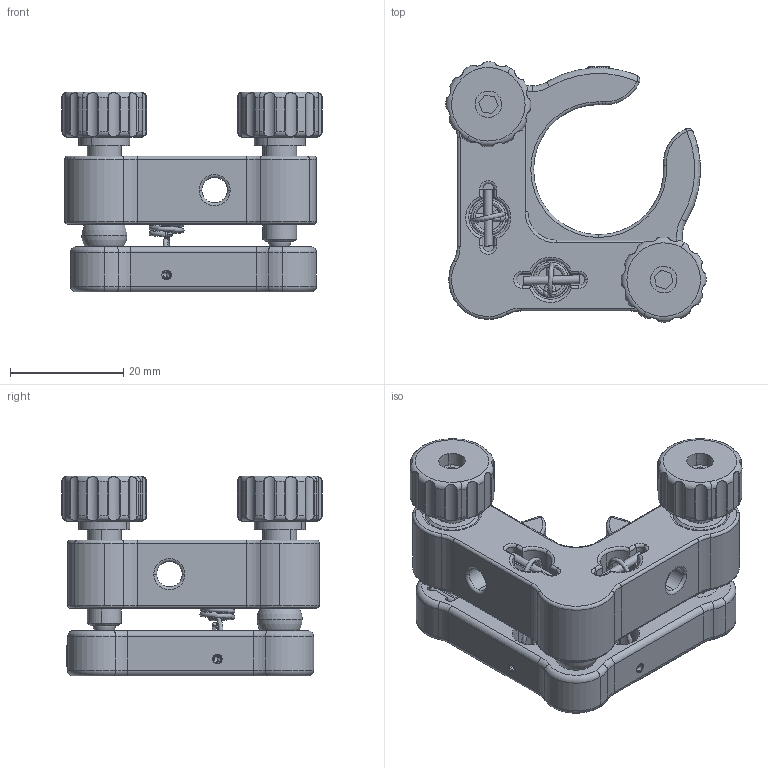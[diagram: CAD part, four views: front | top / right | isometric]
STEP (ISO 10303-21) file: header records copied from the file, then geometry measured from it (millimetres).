
FILE_DESCRIPTION (( 'STEP AP203' ), '1' );
FILE_NAME ('04RSM-1(M).STEP', '2016-06-29T01:31:42', ( '' ), ( '' ), 'SwSTEP 2.0', 'SolidWorks 2016', '' );
FILE_SCHEMA (( 'CONFIG_CONTROL_DESIGN' ));
Length unit declared in the file: millimetre
Products named in the file (1): 04RSM-1(M)
Bounding box: 46 x 46 x 35.35 mm (x, y, z)
Volume: 20581.4 mm3; surface area: 15531 mm2
Topology: 22 solids, 22 shells, 618 faces, 1546 edges, 953 vertices
Faces by surface type: cylinder 300, torus 134, plane 114, bspline 28, cone 26, sphere 16
Entity records: 26391 total; most frequent: CARTESIAN_POINT 11957, DIRECTION 3080, ORIENTED_EDGE 2998, EDGE_CURVE 1499, AXIS2_PLACEMENT_3D 1289, VERTEX_POINT 934, CIRCLE 698, EDGE_LOOP 665
